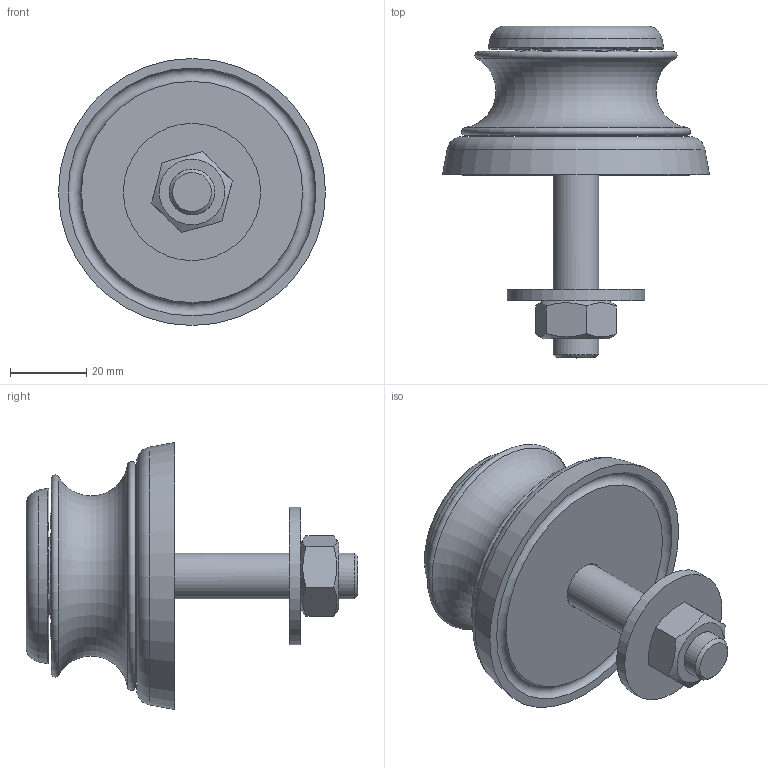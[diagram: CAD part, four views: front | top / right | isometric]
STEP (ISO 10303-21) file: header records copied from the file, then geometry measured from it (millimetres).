
FILE_DESCRIPTION(/* description */ (''),/* implementation_level */ '2;1');
FILE_NAME(/* name */ '821.062.stp',/* time_stamp */ '2020-03-12T09:40:03+01:00',/* author */ ('francesca'),/* organization */ (''),/* preprocessor_version */ 'ST-DEVELOPER v16.5',/* originating_system */ 'Autodesk Inventor 2017',/* authorisation */ '');
FILE_SCHEMA (('CONFIG_CONTROL_DESIGN'));
Length unit declared in the file: millimetre
Products named in the file (1): 18091305
Bounding box: 70 x 87 x 70 mm (x, y, z)
Volume: 93636.3 mm3; surface area: 29889.1 mm2
Topology: 2 solids, 2 shells, 101 faces, 189 edges, 131 vertices
Faces by surface type: plane 33, sphere 28, cylinder 14, torus 13, cone 13
Full cylindrical faces by diameter (mm): 12 x2, 12.25 x1, 13 x1, 20 x1, 20.1 x2, 36 x1
Entity records: 2408 total; most frequent: CARTESIAN_POINT 436, DIRECTION 424, ORIENTED_EDGE 316, AXIS2_PLACEMENT_3D 188, EDGE_LOOP 170, EDGE_CURVE 158, VERTEX_POINT 128, FACE_OUTER_BOUND 101
